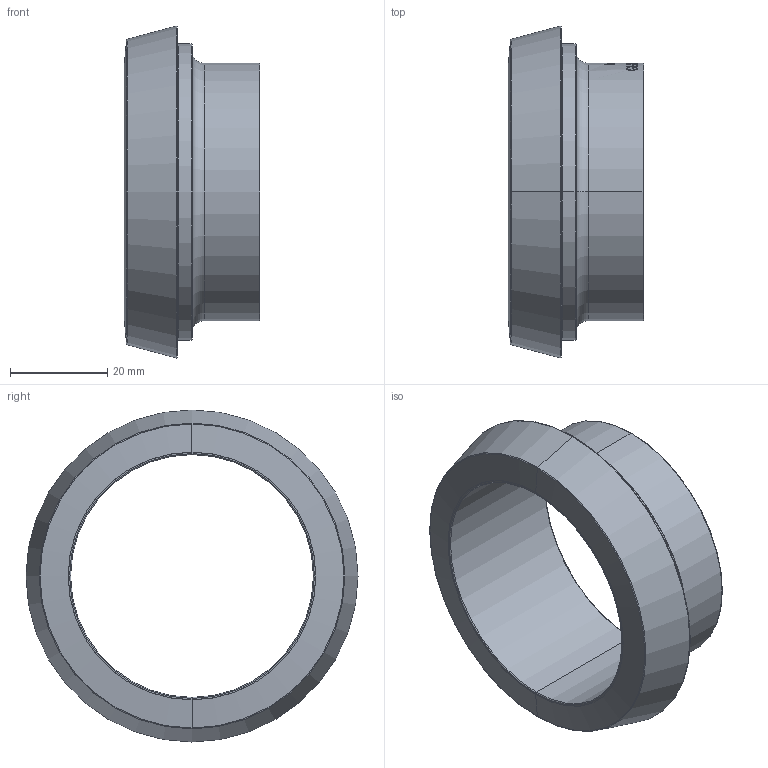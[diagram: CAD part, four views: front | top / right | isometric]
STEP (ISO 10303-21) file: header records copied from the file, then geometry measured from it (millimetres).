
FILE_DESCRIPTION (( 'STEP AP214' ), '1' );
FILE_NAME ('GL-214-050-x Kegelstutzen DIN11851 SD53 x1,5 1709.STEP', '2017-08-29T12:00:56', ( '' ), ( '' ), 'SwSTEP 2.0', 'SolidWorks 2016', '' );
FILE_SCHEMA (( 'AUTOMOTIVE_DESIGN' ));
Length unit declared in the file: millimetre
Products named in the file (1): GL-214-050-x Kegelstutzen  DIN11851 SD53 x1,5 1709
Bounding box: 28 x 68.38 x 68.38 mm (x, y, z)
Volume: 21765.3 mm3; surface area: 12133.5 mm2
Topology: 1 solids, 1 shells, 207 faces, 526 edges, 344 vertices
Faces by surface type: bspline 95, plane 63, cylinder 27, torus 18, cone 4
Entity records: 17747 total; most frequent: CARTESIAN_POINT 11600, ORIENTED_EDGE 1052, DIRECTION 575, EDGE_CURVE 526, VERTEX_POINT 344, B_SPLINE_CURVE_WITH_KNOTS 301, AXIS2_PLACEMENT_3D 237, EDGE_LOOP 232
